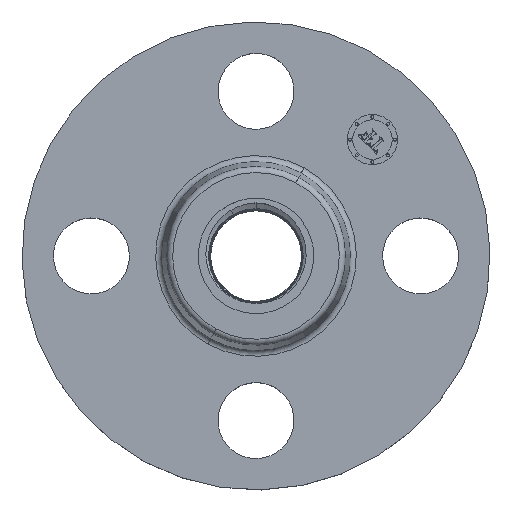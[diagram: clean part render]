
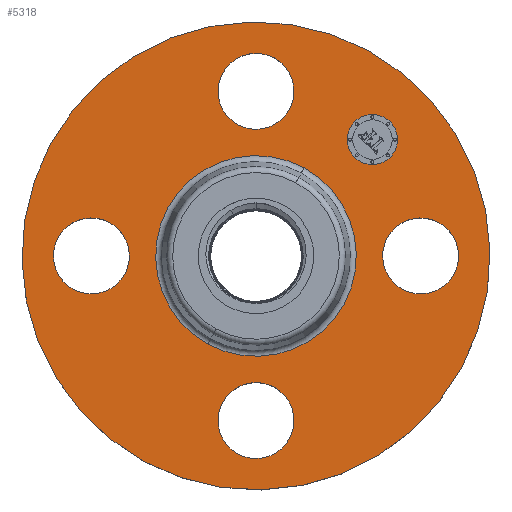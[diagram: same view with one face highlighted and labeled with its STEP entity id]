
A CAD part, top view. The second image highlights one B-rep face of the part: STEP entity #5318.
In plain terms, the highlighted planar face has unit normal (0, 0, 1).
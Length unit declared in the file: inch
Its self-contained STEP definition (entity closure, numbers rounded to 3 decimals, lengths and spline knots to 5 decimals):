
#365=AXIS2_PLACEMENT_3D('Circle Axis2P3D',#363,#364,$) ;
#382=AXIS2_PLACEMENT_3D('Circle Axis2P3D',#380,#381,$) ;
#415=AXIS2_PLACEMENT_3D('Circle Axis2P3D',#413,#414,$) ;
#439=AXIS2_PLACEMENT_3D('Circle Axis2P3D',#437,#438,$) ;
#456=AXIS2_PLACEMENT_3D('Circle Axis2P3D',#454,#455,$) ;
#491=AXIS2_PLACEMENT_3D('Circle Axis2P3D',#489,#490,$) ;
#728=AXIS2_PLACEMENT_3D('Circle Axis2P3D',#726,#727,$) ;
#740=AXIS2_PLACEMENT_3D('Circle Axis2P3D',#738,#739,$) ;
#771=AXIS2_PLACEMENT_3D('Circle Axis2P3D',#769,#770,$) ;
#783=AXIS2_PLACEMENT_3D('Circle Axis2P3D',#781,#782,$) ;
#814=AXIS2_PLACEMENT_3D('Circle Axis2P3D',#812,#813,$) ;
#826=AXIS2_PLACEMENT_3D('Circle Axis2P3D',#824,#825,$) ;
#5274=AXIS2_PLACEMENT_3D('Plane Axis2P3D',#5271,#5272,#5273) ;
#5302=AXIS2_PLACEMENT_3D('Circle Axis2P3D',#5300,#5301,$) ;
#5311=AXIS2_PLACEMENT_3D('Circle Axis2P3D',#5309,#5310,$) ;
#346=CARTESIAN_POINT('Vertex',(1.29591,0.17978,0.56)) ;
#360=CARTESIAN_POINT('Vertex',(1.95409,-0.17978,0.56)) ;
#363=CARTESIAN_POINT('Axis2P3D Location',(1.625,0.,0.56)) ;
#380=CARTESIAN_POINT('Axis2P3D Location',(1.625,0.,0.56)) ;
#410=CARTESIAN_POINT('Vertex',(-1.10747,-2.02722,0.56)) ;
#413=CARTESIAN_POINT('Axis2P3D Location',(0.,0.,0.56)) ;
#417=CARTESIAN_POINT('Vertex',(1.10747,2.02722,0.56)) ;
#437=CARTESIAN_POINT('Axis2P3D Location',(0.,0.,0.56)) ;
#454=CARTESIAN_POINT('Axis2P3D Location',(0.,0.,0.56)) ;
#458=CARTESIAN_POINT('Vertex',(0.4748,0.86911,0.56)) ;
#460=CARTESIAN_POINT('Vertex',(-0.4748,-0.86911,0.56)) ;
#489=CARTESIAN_POINT('Axis2P3D Location',(0.,0.,0.56)) ;
#716=CARTESIAN_POINT('Vertex',(-0.17978,1.29591,0.56)) ;
#723=CARTESIAN_POINT('Vertex',(0.17978,1.95409,0.56)) ;
#726=CARTESIAN_POINT('Axis2P3D Location',(0.,1.625,0.56)) ;
#738=CARTESIAN_POINT('Axis2P3D Location',(0.,1.625,0.56)) ;
#759=CARTESIAN_POINT('Vertex',(-1.29591,-0.17978,0.56)) ;
#766=CARTESIAN_POINT('Vertex',(-1.95409,0.17978,0.56)) ;
#769=CARTESIAN_POINT('Axis2P3D Location',(-1.625,0.,0.56)) ;
#781=CARTESIAN_POINT('Axis2P3D Location',(-1.625,0.,0.56)) ;
#802=CARTESIAN_POINT('Vertex',(0.17978,-1.29591,0.56)) ;
#809=CARTESIAN_POINT('Vertex',(-0.17978,-1.95409,0.56)) ;
#812=CARTESIAN_POINT('Axis2P3D Location',(0.,-1.625,0.56)) ;
#824=CARTESIAN_POINT('Axis2P3D Location',(0.,-1.625,0.56)) ;
#5271=CARTESIAN_POINT('Axis2P3D Location',(0.,2.31,0.56)) ;
#5300=CARTESIAN_POINT('Axis2P3D Location',(1.14905,1.14905,0.56)) ;
#5304=CARTESIAN_POINT('Vertex',(0.97404,1.32406,0.56)) ;
#5306=CARTESIAN_POINT('Vertex',(1.32406,0.97404,0.56)) ;
#5309=CARTESIAN_POINT('Axis2P3D Location',(1.14905,1.14905,0.56)) ;
#364=DIRECTION('Axis2P3D Direction',(0.,-0.,-0.039)) ;
#381=DIRECTION('Axis2P3D Direction',(0.,-0.,-0.039)) ;
#414=DIRECTION('Axis2P3D Direction',(0.,0.,-0.039)) ;
#438=DIRECTION('Axis2P3D Direction',(0.,0.,-0.039)) ;
#455=DIRECTION('Axis2P3D Direction',(0.,0.,-0.039)) ;
#490=DIRECTION('Axis2P3D Direction',(0.,0.,-0.039)) ;
#727=DIRECTION('Axis2P3D Direction',(0.,0.,-0.039)) ;
#739=DIRECTION('Axis2P3D Direction',(0.,0.,-0.039)) ;
#770=DIRECTION('Axis2P3D Direction',(-0.,0.,-0.039)) ;
#782=DIRECTION('Axis2P3D Direction',(-0.,0.,-0.039)) ;
#813=DIRECTION('Axis2P3D Direction',(0.,-0.,-0.039)) ;
#825=DIRECTION('Axis2P3D Direction',(0.,-0.,-0.039)) ;
#5272=DIRECTION('Axis2P3D Direction',(0.,0.,-0.039)) ;
#5273=DIRECTION('Axis2P3D XDirection',(0.039,0.,0.)) ;
#5301=DIRECTION('Axis2P3D Direction',(0.,0.,-0.039)) ;
#5310=DIRECTION('Axis2P3D Direction',(0.,0.,-0.039)) ;
#5277=ORIENTED_EDGE('',*,*,#441,.F.) ;
#5278=ORIENTED_EDGE('',*,*,#419,.F.) ;
#5281=ORIENTED_EDGE('',*,*,#367,.T.) ;
#5282=ORIENTED_EDGE('',*,*,#384,.T.) ;
#5285=ORIENTED_EDGE('',*,*,#493,.T.) ;
#5286=ORIENTED_EDGE('',*,*,#462,.T.) ;
#5289=ORIENTED_EDGE('',*,*,#828,.T.) ;
#5290=ORIENTED_EDGE('',*,*,#816,.T.) ;
#5293=ORIENTED_EDGE('',*,*,#785,.T.) ;
#5294=ORIENTED_EDGE('',*,*,#773,.T.) ;
#5297=ORIENTED_EDGE('',*,*,#742,.T.) ;
#5298=ORIENTED_EDGE('',*,*,#730,.T.) ;
#5315=ORIENTED_EDGE('',*,*,#5308,.T.) ;
#5316=ORIENTED_EDGE('',*,*,#5313,.T.) ;
#5283=FACE_BOUND('',#5280,.T.) ;
#5287=FACE_BOUND('',#5284,.T.) ;
#5291=FACE_BOUND('',#5288,.T.) ;
#5295=FACE_BOUND('',#5292,.T.) ;
#5299=FACE_BOUND('',#5296,.T.) ;
#5317=FACE_BOUND('',#5314,.T.) ;
#5318=ADVANCED_FACE('PartBody',(#5279,#5283,#5287,#5291,#5295,#5299,#5317),#5275,.F.) ;
#366=CIRCLE('generated circle',#365,0.375) ;
#383=CIRCLE('generated circle',#382,0.375) ;
#416=CIRCLE('generated circle',#415,2.31) ;
#440=CIRCLE('generated circle',#439,2.31) ;
#457=CIRCLE('generated circle',#456,0.99035) ;
#492=CIRCLE('generated circle',#491,0.99035) ;
#729=CIRCLE('generated circle',#728,0.375) ;
#741=CIRCLE('generated circle',#740,0.375) ;
#772=CIRCLE('generated circle',#771,0.375) ;
#784=CIRCLE('generated circle',#783,0.375) ;
#815=CIRCLE('generated circle',#814,0.375) ;
#827=CIRCLE('generated circle',#826,0.375) ;
#5303=CIRCLE('generated circle',#5302,0.2475) ;
#5312=CIRCLE('generated circle',#5311,0.2475) ;
#367=EDGE_CURVE('',#347,#361,#366,.T.) ;
#384=EDGE_CURVE('',#361,#347,#383,.T.) ;
#419=EDGE_CURVE('',#411,#418,#416,.T.) ;
#441=EDGE_CURVE('',#418,#411,#440,.T.) ;
#462=EDGE_CURVE('',#459,#461,#457,.T.) ;
#493=EDGE_CURVE('',#461,#459,#492,.T.) ;
#730=EDGE_CURVE('',#717,#724,#729,.T.) ;
#742=EDGE_CURVE('',#724,#717,#741,.T.) ;
#773=EDGE_CURVE('',#760,#767,#772,.T.) ;
#785=EDGE_CURVE('',#767,#760,#784,.T.) ;
#816=EDGE_CURVE('',#803,#810,#815,.T.) ;
#828=EDGE_CURVE('',#810,#803,#827,.T.) ;
#5308=EDGE_CURVE('',#5305,#5307,#5303,.T.) ;
#5313=EDGE_CURVE('',#5307,#5305,#5312,.T.) ;
#5276=EDGE_LOOP('',(#5277,#5278)) ;
#5280=EDGE_LOOP('',(#5281,#5282)) ;
#5284=EDGE_LOOP('',(#5285,#5286)) ;
#5288=EDGE_LOOP('',(#5289,#5290)) ;
#5292=EDGE_LOOP('',(#5293,#5294)) ;
#5296=EDGE_LOOP('',(#5297,#5298)) ;
#5314=EDGE_LOOP('',(#5315,#5316)) ;
#5279=FACE_OUTER_BOUND('',#5276,.T.) ;
#5275=PLANE('',#5274) ;
#347=VERTEX_POINT('',#346) ;
#361=VERTEX_POINT('',#360) ;
#411=VERTEX_POINT('',#410) ;
#418=VERTEX_POINT('',#417) ;
#459=VERTEX_POINT('',#458) ;
#461=VERTEX_POINT('',#460) ;
#717=VERTEX_POINT('',#716) ;
#724=VERTEX_POINT('',#723) ;
#760=VERTEX_POINT('',#759) ;
#767=VERTEX_POINT('',#766) ;
#803=VERTEX_POINT('',#802) ;
#810=VERTEX_POINT('',#809) ;
#5305=VERTEX_POINT('',#5304) ;
#5307=VERTEX_POINT('',#5306) ;
